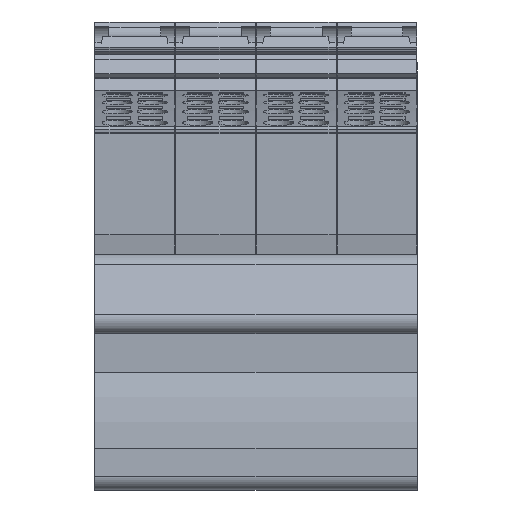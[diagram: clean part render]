
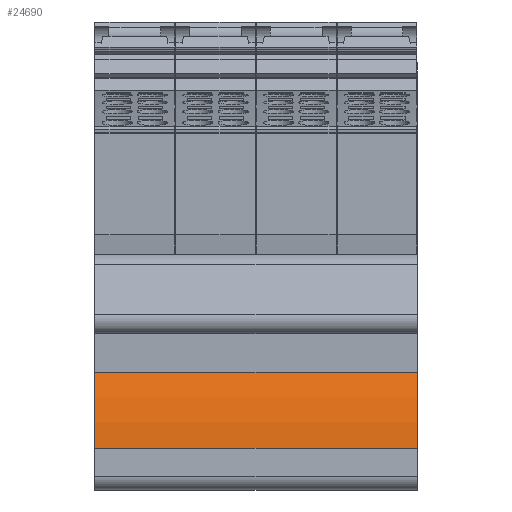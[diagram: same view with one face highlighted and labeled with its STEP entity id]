
A CAD part, front view. The second image highlights one B-rep face of the part: STEP entity #24690.
In plain terms, the highlighted cylindrical face has radius 30 mm (diameter 60 mm), a partial arc.
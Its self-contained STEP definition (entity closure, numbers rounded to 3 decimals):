
#3210=CARTESIAN_POINT('',(176.803,-56.677,36.45));
#3220=VERTEX_POINT('',#3210);
#3250=CARTESIAN_POINT('',(206.774,-57.986,36.45));
#3260=DIRECTION('',(0.,0.,1.));
#3270=DIRECTION('',(1.,0.,0.));
#3280=AXIS2_PLACEMENT_3D('',#3250,#3260,#3270);
#3290=CIRCLE('',#3280,30.);
#3300=CARTESIAN_POINT('',(179.618,-45.237,36.45));
#3310=VERTEX_POINT('',#3300);
#3320=EDGE_CURVE('',#3310,#3220,#3290,.T.);
#7430=CARTESIAN_POINT('',(179.618,-45.237,-12.15));
#7440=VERTEX_POINT('',#7430);
#7470=CARTESIAN_POINT('',(206.774,-57.986,-12.15));
#7480=DIRECTION('',(0.,0.,1.));
#7490=DIRECTION('',(1.,0.,0.));
#7500=AXIS2_PLACEMENT_3D('',#7470,#7480,#7490);
#7510=CIRCLE('',#7500,30.);
#7520=CARTESIAN_POINT('',(176.803,-56.677,-12.15));
#7530=VERTEX_POINT('',#7520);
#7540=EDGE_CURVE('',#7440,#7530,#7510,.T.);
#19280=CARTESIAN_POINT('',(179.618,-45.237,
6.15));
#19290=DIRECTION('',(0.,0.,1.));
#19300=VECTOR('',#19290,1.);
#19310=LINE('',#19280,#19300);
#19320=EDGE_CURVE('',#7440,#3310,#19310,.T.);
#24530=CARTESIAN_POINT('',(206.774,-57.986,
6.15));
#24540=DIRECTION('',(0.,0.,1.));
#24550=DIRECTION('',(1.,0.,0.));
#24560=AXIS2_PLACEMENT_3D('',#24530,#24540,#24550);
#24570=CYLINDRICAL_SURFACE('',#24560,30.);
#24580=ORIENTED_EDGE('',*,*,#7540,.T.);
#24590=ORIENTED_EDGE('',*,*,#19320,.F.);
#24600=ORIENTED_EDGE('',*,*,#3320,.F.);
#24610=CARTESIAN_POINT('',(176.803,-56.677,
6.15));
#24620=DIRECTION('',(0.,0.,1.));
#24630=VECTOR('',#24620,1.);
#24640=LINE('',#24610,#24630);
#24650=EDGE_CURVE('',#7530,#3220,#24640,.T.);
#24660=ORIENTED_EDGE('',*,*,#24650,.T.);
#24670=EDGE_LOOP('',(#24660,#24600,#24590,#24580));
#24680=FACE_OUTER_BOUND('',#24670,.T.);
#24690=ADVANCED_FACE('',(#24680),#24570,.T.);
